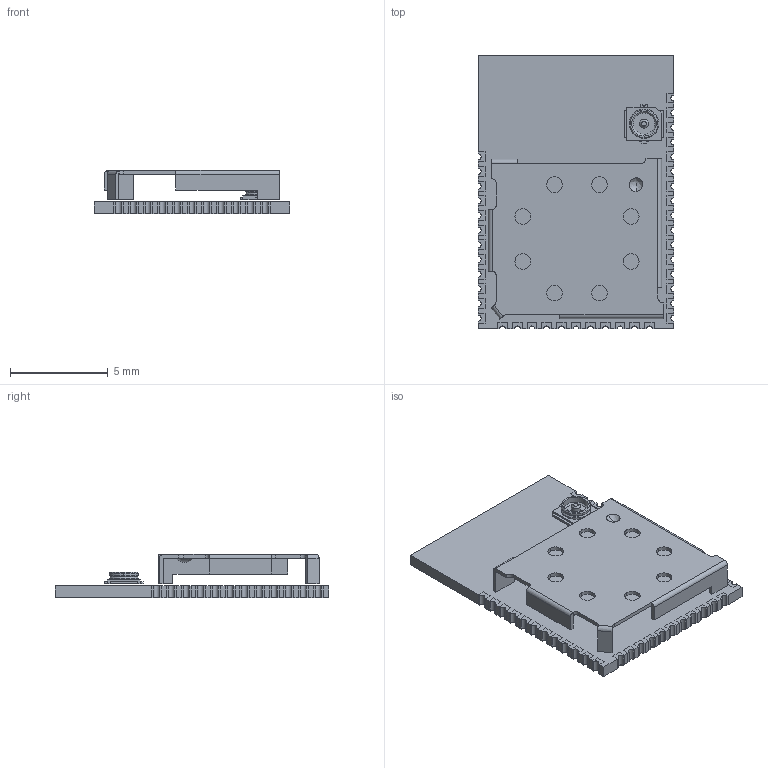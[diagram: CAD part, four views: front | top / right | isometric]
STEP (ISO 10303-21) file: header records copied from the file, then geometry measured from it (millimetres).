
FILE_DESCRIPTION (( 'STEP AP214' ), '1' );
FILE_NAME ('BL651 SC.STEP', '2018-07-09T13:45:00', ( '' ), ( '' ), 'SwSTEP 2.0', 'SolidWorks 2017', '' );
FILE_SCHEMA (( 'AUTOMOTIVE_DESIGN' ));
Length unit declared in the file: millimetre
Products named in the file (5): BL652 A1 PCB; BL651 SC; BL652 A1 MHF4 Connector; BL651 Shield; BL652 A1 Pad
Assembly tree (42 placements, depth 2):
  BL651 SC
    BL651 Shield
    BL652 A1 PCB
    BL652 A1 Pad  x39
    BL652 A1 MHF4 Connector
Bounding box: 10 x 14 x 2.2 mm (x, y, z)
Volume: 99.1 mm3; surface area: 593.4 mm2
Topology: 41 solids, 43 shells, 756 faces, 2020 edges, 1353 vertices
Faces by surface type: plane 661, cylinder 80, cone 10, bspline 5
Entity records: 13550 total; most frequent: CARTESIAN_POINT 2443, ORIENTED_EDGE 2163, DIRECTION 2013, EDGE_CURVE 1106, VECTOR 995, LINE 995, VERTEX_POINT 745, AXIS2_PLACEMENT_3D 509
